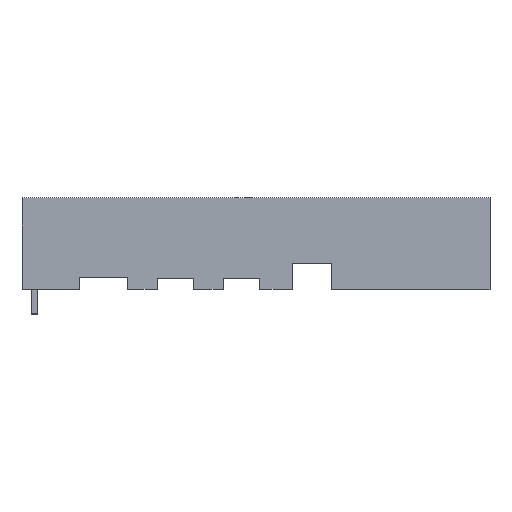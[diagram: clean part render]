
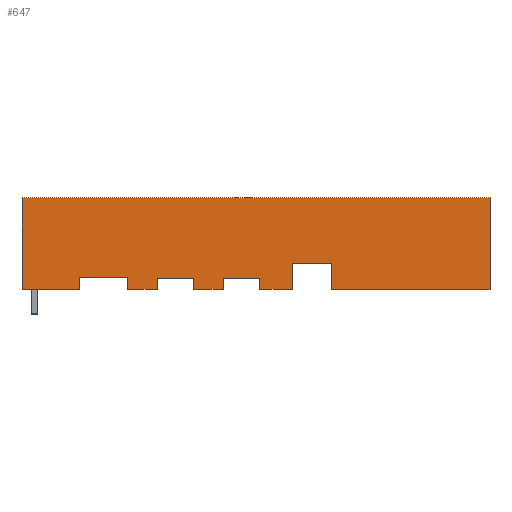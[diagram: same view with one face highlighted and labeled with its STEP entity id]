
A CAD part, top view. The second image highlights one B-rep face of the part: STEP entity #647.
In plain terms, the highlighted planar face has unit normal (0, 0, 1).
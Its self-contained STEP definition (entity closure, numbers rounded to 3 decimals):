
#462=CARTESIAN_POINT('Vertex',(-48.,1.93,30.5)) ;
#465=CARTESIAN_POINT('Line Origine',(-48.,11.315,30.5)) ;
#469=CARTESIAN_POINT('Vertex',(-48.,20.7,30.5)) ;
#489=CARTESIAN_POINT('Axis2P3D Location',(48.,1.93,30.5)) ;
#494=CARTESIAN_POINT('Line Origine',(-42.135,1.93,30.5)) ;
#498=CARTESIAN_POINT('Vertex',(-36.27,1.93,30.5)) ;
#501=CARTESIAN_POINT('Line Origine',(-36.27,3.195,30.5)) ;
#505=CARTESIAN_POINT('Vertex',(-36.27,4.46,30.5)) ;
#508=CARTESIAN_POINT('Line Origine',(-31.3,4.46,30.5)) ;
#512=CARTESIAN_POINT('Vertex',(-26.33,4.46,30.5)) ;
#515=CARTESIAN_POINT('Line Origine',(-26.33,3.195,30.5)) ;
#519=CARTESIAN_POINT('Vertex',(-26.33,1.93,30.5)) ;
#522=CARTESIAN_POINT('Line Origine',(-23.29,1.93,30.5)) ;
#526=CARTESIAN_POINT('Vertex',(-20.25,1.93,30.5)) ;
#529=CARTESIAN_POINT('Line Origine',(-20.25,3.065,30.5)) ;
#533=CARTESIAN_POINT('Vertex',(-20.25,4.2,30.5)) ;
#536=CARTESIAN_POINT('Line Origine',(-16.5,4.2,30.5)) ;
#540=CARTESIAN_POINT('Vertex',(-12.75,4.2,30.5)) ;
#543=CARTESIAN_POINT('Line Origine',(-12.75,3.065,30.5)) ;
#547=CARTESIAN_POINT('Vertex',(-12.75,1.93,30.5)) ;
#550=CARTESIAN_POINT('Line Origine',(-9.75,1.93,30.5)) ;
#554=CARTESIAN_POINT('Vertex',(-6.75,1.93,30.5)) ;
#557=CARTESIAN_POINT('Line Origine',(-6.75,3.065,30.5)) ;
#561=CARTESIAN_POINT('Vertex',(-6.75,4.2,30.5)) ;
#564=CARTESIAN_POINT('Line Origine',(-3.,4.2,30.5)) ;
#568=CARTESIAN_POINT('Vertex',(0.75,4.2,30.5)) ;
#571=CARTESIAN_POINT('Line Origine',(0.75,3.065,30.5)) ;
#575=CARTESIAN_POINT('Vertex',(0.75,1.93,30.5)) ;
#578=CARTESIAN_POINT('Line Origine',(4.125,1.93,30.5)) ;
#582=CARTESIAN_POINT('Vertex',(7.5,1.93,30.5)) ;
#585=CARTESIAN_POINT('Line Origine',(7.5,4.615,30.5)) ;
#589=CARTESIAN_POINT('Vertex',(7.5,7.3,30.5)) ;
#592=CARTESIAN_POINT('Line Origine',(11.5,7.3,30.5)) ;
#596=CARTESIAN_POINT('Vertex',(15.5,7.3,30.5)) ;
#599=CARTESIAN_POINT('Line Origine',(15.5,4.615,30.5)) ;
#603=CARTESIAN_POINT('Vertex',(15.5,1.93,30.5)) ;
#606=CARTESIAN_POINT('Line Origine',(31.75,1.93,30.5)) ;
#610=CARTESIAN_POINT('Vertex',(48.,1.93,30.5)) ;
#613=CARTESIAN_POINT('Line Origine',(48.,11.315,30.5)) ;
#617=CARTESIAN_POINT('Vertex',(48.,20.7,30.5)) ;
#620=CARTESIAN_POINT('Line Origine',(0.,20.7,30.5)) ;
#466=DIRECTION('Vector Direction',(0.,1.,0.)) ;
#490=DIRECTION('Axis2P3D Direction',(0.,0.,1.)) ;
#491=DIRECTION('Axis2P3D XDirection',(0.,1.,0.)) ;
#495=DIRECTION('Vector Direction',(-1.,0.,0.)) ;
#502=DIRECTION('Vector Direction',(0.,1.,0.)) ;
#509=DIRECTION('Vector Direction',(1.,0.,0.)) ;
#516=DIRECTION('Vector Direction',(0.,1.,0.)) ;
#523=DIRECTION('Vector Direction',(1.,0.,0.)) ;
#530=DIRECTION('Vector Direction',(0.,1.,0.)) ;
#537=DIRECTION('Vector Direction',(1.,0.,0.)) ;
#544=DIRECTION('Vector Direction',(0.,1.,0.)) ;
#551=DIRECTION('Vector Direction',(1.,0.,0.)) ;
#558=DIRECTION('Vector Direction',(0.,1.,0.)) ;
#565=DIRECTION('Vector Direction',(1.,0.,0.)) ;
#572=DIRECTION('Vector Direction',(0.,1.,0.)) ;
#579=DIRECTION('Vector Direction',(1.,0.,0.)) ;
#586=DIRECTION('Vector Direction',(0.,1.,0.)) ;
#593=DIRECTION('Vector Direction',(1.,0.,0.)) ;
#600=DIRECTION('Vector Direction',(0.,1.,0.)) ;
#607=DIRECTION('Vector Direction',(1.,0.,0.)) ;
#614=DIRECTION('Vector Direction',(0.,-1.,0.)) ;
#621=DIRECTION('Vector Direction',(1.,0.,0.)) ;
#492=AXIS2_PLACEMENT_3D('Plane Axis2P3D',#489,#490,#491) ;
#626=ORIENTED_EDGE('',*,*,#500,.F.) ;
#627=ORIENTED_EDGE('',*,*,#507,.F.) ;
#628=ORIENTED_EDGE('',*,*,#514,.F.) ;
#629=ORIENTED_EDGE('',*,*,#521,.F.) ;
#630=ORIENTED_EDGE('',*,*,#528,.F.) ;
#631=ORIENTED_EDGE('',*,*,#535,.F.) ;
#632=ORIENTED_EDGE('',*,*,#542,.F.) ;
#633=ORIENTED_EDGE('',*,*,#549,.F.) ;
#634=ORIENTED_EDGE('',*,*,#556,.F.) ;
#635=ORIENTED_EDGE('',*,*,#563,.F.) ;
#636=ORIENTED_EDGE('',*,*,#570,.F.) ;
#637=ORIENTED_EDGE('',*,*,#577,.F.) ;
#638=ORIENTED_EDGE('',*,*,#584,.F.) ;
#639=ORIENTED_EDGE('',*,*,#591,.F.) ;
#640=ORIENTED_EDGE('',*,*,#598,.F.) ;
#641=ORIENTED_EDGE('',*,*,#605,.F.) ;
#642=ORIENTED_EDGE('',*,*,#612,.F.) ;
#643=ORIENTED_EDGE('',*,*,#619,.F.) ;
#644=ORIENTED_EDGE('',*,*,#624,.F.) ;
#645=ORIENTED_EDGE('',*,*,#471,.F.) ;
#467=VECTOR('Line Direction',#466,1.) ;
#496=VECTOR('Line Direction',#495,1.) ;
#503=VECTOR('Line Direction',#502,1.) ;
#510=VECTOR('Line Direction',#509,1.) ;
#517=VECTOR('Line Direction',#516,1.) ;
#524=VECTOR('Line Direction',#523,1.) ;
#531=VECTOR('Line Direction',#530,1.) ;
#538=VECTOR('Line Direction',#537,1.) ;
#545=VECTOR('Line Direction',#544,1.) ;
#552=VECTOR('Line Direction',#551,1.) ;
#559=VECTOR('Line Direction',#558,1.) ;
#566=VECTOR('Line Direction',#565,1.) ;
#573=VECTOR('Line Direction',#572,1.) ;
#580=VECTOR('Line Direction',#579,1.) ;
#587=VECTOR('Line Direction',#586,1.) ;
#594=VECTOR('Line Direction',#593,1.) ;
#601=VECTOR('Line Direction',#600,1.) ;
#608=VECTOR('Line Direction',#607,1.) ;
#615=VECTOR('Line Direction',#614,1.) ;
#622=VECTOR('Line Direction',#621,1.) ;
#647=ADVANCED_FACE('Corps principal',(#646),#493,.T.) ;
#471=EDGE_CURVE('',#463,#470,#468,.T.) ;
#500=EDGE_CURVE('',#499,#463,#497,.T.) ;
#507=EDGE_CURVE('',#506,#499,#504,.F.) ;
#514=EDGE_CURVE('',#513,#506,#511,.F.) ;
#521=EDGE_CURVE('',#520,#513,#518,.T.) ;
#528=EDGE_CURVE('',#527,#520,#525,.F.) ;
#535=EDGE_CURVE('',#534,#527,#532,.F.) ;
#542=EDGE_CURVE('',#541,#534,#539,.F.) ;
#549=EDGE_CURVE('',#548,#541,#546,.T.) ;
#556=EDGE_CURVE('',#555,#548,#553,.F.) ;
#563=EDGE_CURVE('',#562,#555,#560,.F.) ;
#570=EDGE_CURVE('',#569,#562,#567,.F.) ;
#577=EDGE_CURVE('',#576,#569,#574,.T.) ;
#584=EDGE_CURVE('',#583,#576,#581,.F.) ;
#591=EDGE_CURVE('',#590,#583,#588,.F.) ;
#598=EDGE_CURVE('',#597,#590,#595,.F.) ;
#605=EDGE_CURVE('',#604,#597,#602,.T.) ;
#612=EDGE_CURVE('',#611,#604,#609,.F.) ;
#619=EDGE_CURVE('',#618,#611,#616,.T.) ;
#624=EDGE_CURVE('',#470,#618,#623,.T.) ;
#625=EDGE_LOOP('',(#626,#627,#628,#629,#630,#631,#632,#633,#634,#635,#636,#637,#638,#639,#640,#641,#642,#643,#644,#645)) ;
#646=FACE_OUTER_BOUND('',#625,.T.) ;
#468=LINE('Line',#465,#467) ;
#497=LINE('Line',#494,#496) ;
#504=LINE('Line',#501,#503) ;
#511=LINE('Line',#508,#510) ;
#518=LINE('Line',#515,#517) ;
#525=LINE('Line',#522,#524) ;
#532=LINE('Line',#529,#531) ;
#539=LINE('Line',#536,#538) ;
#546=LINE('Line',#543,#545) ;
#553=LINE('Line',#550,#552) ;
#560=LINE('Line',#557,#559) ;
#567=LINE('Line',#564,#566) ;
#574=LINE('Line',#571,#573) ;
#581=LINE('Line',#578,#580) ;
#588=LINE('Line',#585,#587) ;
#595=LINE('Line',#592,#594) ;
#602=LINE('Line',#599,#601) ;
#609=LINE('Line',#606,#608) ;
#616=LINE('Line',#613,#615) ;
#623=LINE('Line',#620,#622) ;
#493=PLANE('',#492) ;
#463=VERTEX_POINT('',#462) ;
#470=VERTEX_POINT('',#469) ;
#499=VERTEX_POINT('',#498) ;
#506=VERTEX_POINT('',#505) ;
#513=VERTEX_POINT('',#512) ;
#520=VERTEX_POINT('',#519) ;
#527=VERTEX_POINT('',#526) ;
#534=VERTEX_POINT('',#533) ;
#541=VERTEX_POINT('',#540) ;
#548=VERTEX_POINT('',#547) ;
#555=VERTEX_POINT('',#554) ;
#562=VERTEX_POINT('',#561) ;
#569=VERTEX_POINT('',#568) ;
#576=VERTEX_POINT('',#575) ;
#583=VERTEX_POINT('',#582) ;
#590=VERTEX_POINT('',#589) ;
#597=VERTEX_POINT('',#596) ;
#604=VERTEX_POINT('',#603) ;
#611=VERTEX_POINT('',#610) ;
#618=VERTEX_POINT('',#617) ;
